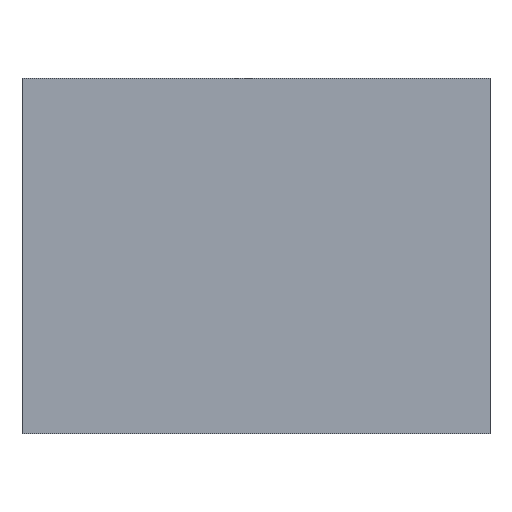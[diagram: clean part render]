
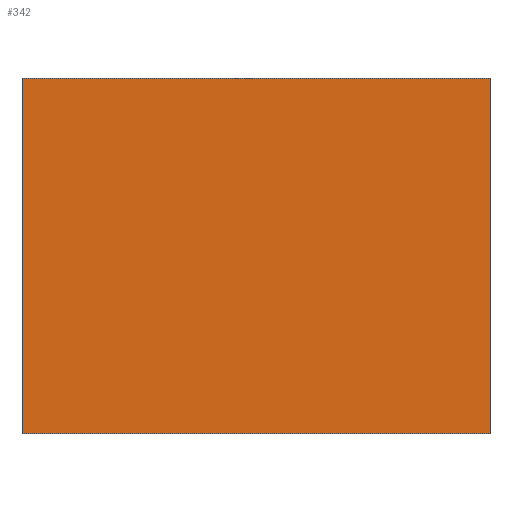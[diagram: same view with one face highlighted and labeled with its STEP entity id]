
A CAD part, left-side view. The second image highlights one B-rep face of the part: STEP entity #342.
In plain terms, the highlighted planar face has unit normal (-1, 0, 0).
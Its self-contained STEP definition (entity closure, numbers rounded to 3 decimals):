
#4 = CARTESIAN_POINT ( 'NONE',  ( -19.75, 19.75, 30. ) ) ;
#9 = CARTESIAN_POINT ( 'NONE',  ( -19.75, -19.75, 30. ) ) ;
#15 = CARTESIAN_POINT ( 'NONE',  ( -19.75, 0., 30. ) ) ;
#31 = CARTESIAN_POINT ( 'NONE',  ( -19.75, 19.75, 0. ) ) ;
#33 = ORIENTED_EDGE ( 'NONE', *, *, #140, .T. ) ;
#43 = LINE ( 'NONE', #4, #408 ) ;
#52 = DIRECTION ( 'NONE',  ( -1., 0., 0. ) ) ;
#62 = DIRECTION ( 'NONE',  ( 0., 0., 1. ) ) ;
#64 = ORIENTED_EDGE ( 'NONE', *, *, #146, .F. ) ;
#90 = CARTESIAN_POINT ( 'NONE',  ( -19.75, 0., 0. ) ) ;
#115 = CARTESIAN_POINT ( 'NONE',  ( -19.75, 19.75, 30. ) ) ;
#121 = VECTOR ( 'NONE', #295, 1000. ) ;
#130 = DIRECTION ( 'NONE',  ( 0., 1., 0. ) ) ;
#139 = LINE ( 'NONE', #268, #121 ) ;
#140 = EDGE_CURVE ( 'NONE', #182, #300, #491, .T. ) ;
#141 = ORIENTED_EDGE ( 'NONE', *, *, #380, .F. ) ;
#146 = EDGE_CURVE ( 'NONE', #182, #360, #139, .T. ) ;
#149 = CARTESIAN_POINT ( 'NONE',  ( -19.75, 0., 30. ) ) ;
#162 = VERTEX_POINT ( 'NONE', #31 ) ;
#166 = PLANE ( 'NONE',  #321 ) ;
#170 = LINE ( 'NONE', #90, #349 ) ;
#182 = VERTEX_POINT ( 'NONE', #9 ) ;
#192 = VECTOR ( 'NONE', #307, 1000. ) ;
#194 = DIRECTION ( 'NONE',  ( 0., 0., -1. ) ) ;
#247 = EDGE_CURVE ( 'NONE', #300, #162, #43, .T. ) ;
#268 = CARTESIAN_POINT ( 'NONE',  ( -19.75, -19.75, 30. ) ) ;
#295 = DIRECTION ( 'NONE',  ( 0., 0., -1. ) ) ;
#300 = VERTEX_POINT ( 'NONE', #115 ) ;
#307 = DIRECTION ( 'NONE',  ( 0., 1., 0. ) ) ;
#321 = AXIS2_PLACEMENT_3D ( 'NONE', #15, #52, #62 ) ;
#325 = CARTESIAN_POINT ( 'NONE',  ( -19.75, -19.75, 0. ) ) ;
#342 = ADVANCED_FACE ( 'NONE', ( #481 ), #166, .T. ) ;
#349 = VECTOR ( 'NONE', #130, 1000. ) ;
#360 = VERTEX_POINT ( 'NONE', #325 ) ;
#380 = EDGE_CURVE ( 'NONE', #360, #162, #170, .T. ) ;
#406 = ORIENTED_EDGE ( 'NONE', *, *, #247, .T. ) ;
#408 = VECTOR ( 'NONE', #194, 1000. ) ;
#480 = EDGE_LOOP ( 'NONE', ( #141, #64, #33, #406 ) ) ;
#481 = FACE_OUTER_BOUND ( 'NONE', #480, .T. ) ;
#491 = LINE ( 'NONE', #149, #192 ) ;
